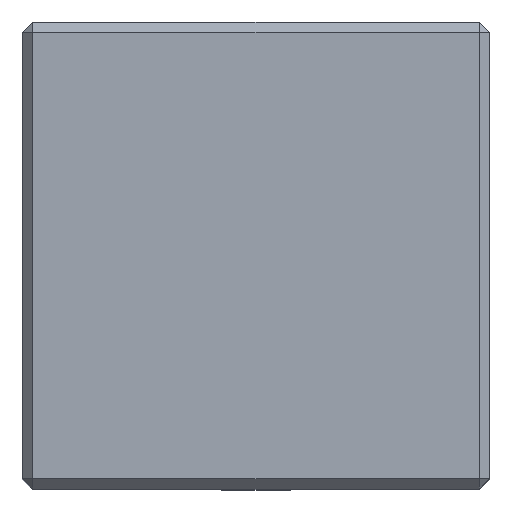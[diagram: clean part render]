
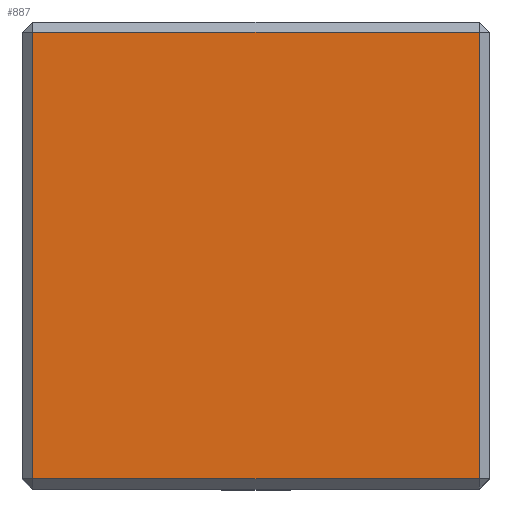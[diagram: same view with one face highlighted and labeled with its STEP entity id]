
A CAD part, top view. The second image highlights one B-rep face of the part: STEP entity #887.
In plain terms, the highlighted planar face has unit normal (0, 0, 1).
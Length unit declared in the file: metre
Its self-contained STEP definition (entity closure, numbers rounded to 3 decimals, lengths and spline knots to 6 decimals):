
#130=ORIENTED_EDGE('',*,*,#354,.T.);
#131=ORIENTED_EDGE('',*,*,#355,.T.);
#132=ORIENTED_EDGE('',*,*,#356,.T.);
#133=ORIENTED_EDGE('',*,*,#357,.T.);
#354=EDGE_CURVE('',#462,#463,#550,.T.);
#355=EDGE_CURVE('',#463,#464,#551,.T.);
#356=EDGE_CURVE('',#464,#465,#552,.T.);
#357=EDGE_CURVE('',#465,#462,#553,.T.);
#462=VERTEX_POINT('',#1405);
#463=VERTEX_POINT('',#1406);
#464=VERTEX_POINT('',#1408);
#465=VERTEX_POINT('',#1410);
#550=LINE('',#1404,#670);
#551=LINE('',#1407,#671);
#552=LINE('',#1409,#672);
#553=LINE('',#1411,#673);
#670=VECTOR('',#1119,1.);
#671=VECTOR('',#1120,1.);
#672=VECTOR('',#1121,1.);
#673=VECTOR('',#1122,1.);
#725=EDGE_LOOP('',(#130,#131,#132,#133));
#783=FACE_BOUND('',#725,.T.);
#837=PLANE('',#956);
#887=ADVANCED_FACE('',(#783),#837,.T.);
#956=AXIS2_PLACEMENT_3D('',#1403,#1117,#1118);
#1117=DIRECTION('',(0.,0.,1.));
#1118=DIRECTION('',(1.,0.,0.));
#1119=DIRECTION('',(0.,-1.,0.));
#1120=DIRECTION('',(1.,0.,0.));
#1121=DIRECTION('',(0.,1.,0.));
#1122=DIRECTION('',(-1.,0.,0.));
#1403=CARTESIAN_POINT('',(0.,0.,0.0662));
#1404=CARTESIAN_POINT('',(-0.0327,0.,0.0662));
#1405=CARTESIAN_POINT('',(-0.0327,0.0327,0.0662));
#1406=CARTESIAN_POINT('',(-0.0327,-0.0327,0.0662));
#1407=CARTESIAN_POINT('',(0.,-0.0327,0.0662));
#1408=CARTESIAN_POINT('',(0.0327,-0.0327,0.0662));
#1409=CARTESIAN_POINT('',(0.0327,0.0342,0.0662));
#1410=CARTESIAN_POINT('',(0.0327,0.0327,0.0662));
#1411=CARTESIAN_POINT('',(-0.0342,0.0327,0.0662));
